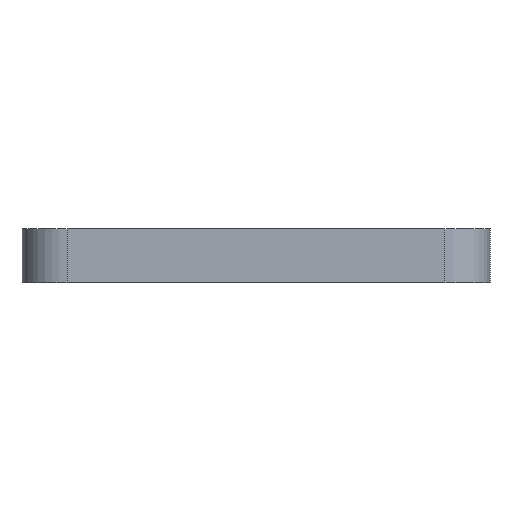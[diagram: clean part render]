
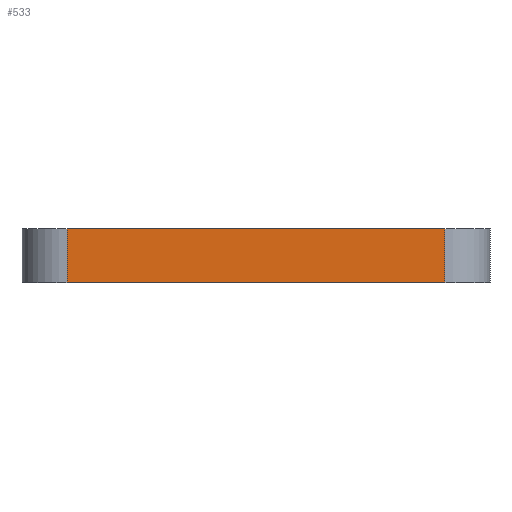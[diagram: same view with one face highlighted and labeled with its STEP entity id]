
A CAD part, front view. The second image highlights one B-rep face of the part: STEP entity #533.
In plain terms, the highlighted planar face has unit normal (0, -1, 0).
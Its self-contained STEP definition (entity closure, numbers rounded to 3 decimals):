
#162 = CARTESIAN_POINT ( 'NONE',  ( 21., -33.75, 3. ) ) ;
#186 = CARTESIAN_POINT ( 'NONE',  ( -21., -33.75, 3. ) ) ;
#211 = VECTOR ( 'NONE', #813, 1000. ) ;
#213 = VECTOR ( 'NONE', #847, 1000. ) ;
#216 = VECTOR ( 'NONE', #835, 1000. ) ;
#217 = LINE ( 'NONE', #819, #211 ) ;
#219 = LINE ( 'NONE', #827, #213 ) ;
#221 = CARTESIAN_POINT ( 'NONE',  ( -21., -33.75, -3. ) ) ;
#223 = LINE ( 'NONE', #850, #216 ) ;
#226 = LINE ( 'NONE', #844, #230 ) ;
#230 = VECTOR ( 'NONE', #838, 1000. ) ;
#301 = DIRECTION ( 'NONE',  ( 0., 0., 1. ) ) ;
#305 = DIRECTION ( 'NONE',  ( 0., 1., 0. ) ) ;
#321 = FACE_OUTER_BOUND ( 'NONE', #944, .T. ) ;
#368 = CARTESIAN_POINT ( 'NONE',  ( 26., -33.75, 3. ) ) ;
#388 = VERTEX_POINT ( 'NONE', #927 ) ;
#394 = PLANE ( 'NONE',  #520 ) ;
#520 = AXIS2_PLACEMENT_3D ( 'NONE', #368, #305, #301 ) ;
#533 = ADVANCED_FACE ( 'NONE', ( #321 ), #394, .F. ) ;
#641 = EDGE_CURVE ( 'NONE', #909, #951, #226, .T. ) ;
#643 = EDGE_CURVE ( 'NONE', #909, #848, #223, .T. ) ;
#647 = EDGE_CURVE ( 'NONE', #848, #388, #219, .T. ) ;
#649 = EDGE_CURVE ( 'NONE', #388, #951, #217, .T. ) ;
#813 = DIRECTION ( 'NONE',  ( 0., 0., 1. ) ) ;
#819 = CARTESIAN_POINT ( 'NONE',  ( 21., -33.75, 3. ) ) ;
#827 = CARTESIAN_POINT ( 'NONE',  ( 26., -33.75, -3. ) ) ;
#835 = DIRECTION ( 'NONE',  ( 0., 0., -1. ) ) ;
#838 = DIRECTION ( 'NONE',  ( 1., 0., 0. ) ) ;
#844 = CARTESIAN_POINT ( 'NONE',  ( 26., -33.75, 3. ) ) ;
#847 = DIRECTION ( 'NONE',  ( 1., 0., 0. ) ) ;
#848 = VERTEX_POINT ( 'NONE', #221 ) ;
#850 = CARTESIAN_POINT ( 'NONE',  ( -21., -33.75, 3. ) ) ;
#905 = ORIENTED_EDGE ( 'NONE', *, *, #643, .T. ) ;
#909 = VERTEX_POINT ( 'NONE', #186 ) ;
#917 = ORIENTED_EDGE ( 'NONE', *, *, #647, .T. ) ;
#927 = CARTESIAN_POINT ( 'NONE',  ( 21., -33.75, -3. ) ) ;
#936 = ORIENTED_EDGE ( 'NONE', *, *, #649, .T. ) ;
#937 = ORIENTED_EDGE ( 'NONE', *, *, #641, .F. ) ;
#944 = EDGE_LOOP ( 'NONE', ( #937, #905, #917, #936 ) ) ;
#951 = VERTEX_POINT ( 'NONE', #162 ) ;
